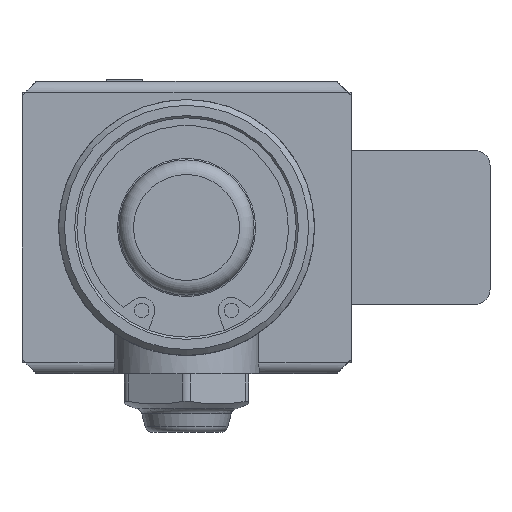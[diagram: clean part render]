
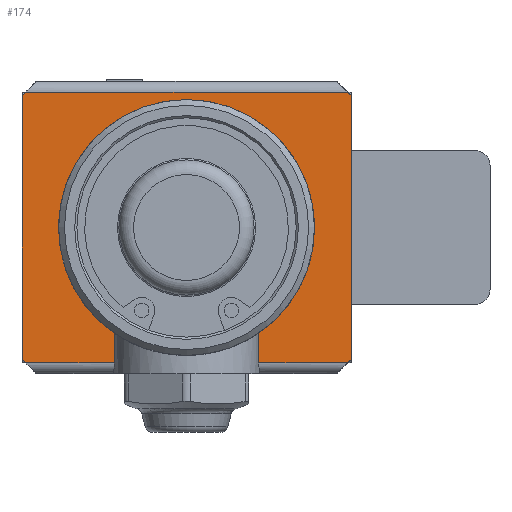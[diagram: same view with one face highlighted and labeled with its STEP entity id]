
A CAD part, front view. The second image highlights one B-rep face of the part: STEP entity #174.
In plain terms, the highlighted planar face has unit normal (0, -1, 0).
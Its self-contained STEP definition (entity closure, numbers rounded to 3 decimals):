
#174 = ADVANCED_FACE( '', ( #694 ), #695, .F. );
#694 = FACE_OUTER_BOUND( '', #1823, .T. );
#695 = PLANE( '', #1824 );
#1823 = EDGE_LOOP( '', ( #2982, #2983, #2984, #2985, #2986, #2987, #2988, #2989, #2990, #2991, #2992, #2993 ) );
#1824 = AXIS2_PLACEMENT_3D( '', #2994, #2995, #2996 );
#2982 = ORIENTED_EDGE( '', *, *, #7048, .F. );
#2983 = ORIENTED_EDGE( '', *, *, #7065, .T. );
#2984 = ORIENTED_EDGE( '', *, *, #7066, .F. );
#2985 = ORIENTED_EDGE( '', *, *, #7067, .F. );
#2986 = ORIENTED_EDGE( '', *, *, #7068, .F. );
#2987 = ORIENTED_EDGE( '', *, *, #7053, .F. );
#2988 = ORIENTED_EDGE( '', *, *, #7069, .F. );
#2989 = ORIENTED_EDGE( '', *, *, #7070, .F. );
#2990 = ORIENTED_EDGE( '', *, *, #7071, .F. );
#2991 = ORIENTED_EDGE( '', *, *, #7050, .T. );
#2992 = ORIENTED_EDGE( '', *, *, #7044, .F. );
#2993 = ORIENTED_EDGE( '', *, *, #7072, .F. );
#2994 = CARTESIAN_POINT( '', ( 0., -12., 0. ) );
#2995 = DIRECTION( '', ( 0., 1., 0. ) );
#2996 = DIRECTION( '', ( 0., 0., 1. ) );
#7044 = EDGE_CURVE( '', #8328, #8329, #8330, .T. );
#7048 = EDGE_CURVE( '', #8335, #8337, #8338, .F. );
#7050 = EDGE_CURVE( '', #8340, #8329, #8341, .F. );
#7053 = EDGE_CURVE( '', #8345, #8346, #8347, .F. );
#7065 = EDGE_CURVE( '', #8335, #8369, #8370, .F. );
#7066 = EDGE_CURVE( '', #8371, #8369, #8372, .T. );
#7067 = EDGE_CURVE( '', #8373, #8371, #8374, .T. );
#7068 = EDGE_CURVE( '', #8346, #8373, #8375, .T. );
#7069 = EDGE_CURVE( '', #8376, #8345, #8377, .T. );
#7070 = EDGE_CURVE( '', #8378, #8376, #8379, .T. );
#7071 = EDGE_CURVE( '', #8340, #8378, #8380, .T. );
#7072 = EDGE_CURVE( '', #8337, #8328, #8381, .F. );
#8328 = VERTEX_POINT( '', #10497 );
#8329 = VERTEX_POINT( '', #10498 );
#8330 = LINE( '', #10499, #10500 );
#8335 = VERTEX_POINT( '', #10518 );
#8337 = VERTEX_POINT( '', #10533 );
#8338 = LINE( '', #10534, #10535 );
#8340 = VERTEX_POINT( '', #10582 );
#8341 = LINE( '', #10583, #10584 );
#8345 = VERTEX_POINT( '', #10589 );
#8346 = VERTEX_POINT( '', #10590 );
#8347 = LINE( '', #10591, #10592 );
#8369 = VERTEX_POINT( '', #10621 );
#8370 = LINE( '', #10622, #10623 );
#8371 = VERTEX_POINT( '', #10624 );
#8372 = LINE( '', #10625, #10626 );
#8373 = VERTEX_POINT( '', #10627 );
#8374 = LINE( '', #10628, #10629 );
#8375 = LINE( '', #10630, #10631 );
#8376 = VERTEX_POINT( '', #10632 );
#8377 = LINE( '', #10633, #10634 );
#8378 = VERTEX_POINT( '', #10635 );
#8379 = LINE( '', #10636, #10637 );
#8380 = LINE( '', #10638, #10639 );
#8381 = CIRCLE( '', #10640, 17.5 );
#10497 = CARTESIAN_POINT( '', ( -9.887, -12., -14.44 ) );
#10498 = CARTESIAN_POINT( '', ( -9.887, -12., -18.5 ) );
#10499 = CARTESIAN_POINT( '', ( -9.887, -12., -12. ) );
#10500 = VECTOR( '', #13661, 1000. );
#10518 = CARTESIAN_POINT( '', ( 9.887, -12., -18.5 ) );
#10533 = CARTESIAN_POINT( '', ( 9.887, -12., -14.44 ) );
#10534 = CARTESIAN_POINT( '', ( 9.887, -12., -12. ) );
#10535 = VECTOR( '', #13665, 1000. );
#10582 = CARTESIAN_POINT( '', ( -22., -12., -18.5 ) );
#10583 = CARTESIAN_POINT( '', ( 25., -12., -18.5 ) );
#10584 = VECTOR( '', #13666, 1000. );
#10589 = CARTESIAN_POINT( '', ( -22., -12., 18.5 ) );
#10590 = CARTESIAN_POINT( '', ( 22., -12., 18.5 ) );
#10591 = CARTESIAN_POINT( '', ( 25., -12., 18.5 ) );
#10592 = VECTOR( '', #13671, 1000. );
#10621 = CARTESIAN_POINT( '', ( 22., -12., -18.5 ) );
#10622 = CARTESIAN_POINT( '', ( 25., -12., -18.5 ) );
#10623 = VECTOR( '', #13691, 1000. );
#10624 = CARTESIAN_POINT( '', ( 22.5, -12., -18. ) );
#10625 = CARTESIAN_POINT( '', ( 22.5, -12., -18. ) );
#10626 = VECTOR( '', #13692, 1000. );
#10627 = CARTESIAN_POINT( '', ( 22.5, -12., 18. ) );
#10628 = CARTESIAN_POINT( '', ( 22.5, -12., 18. ) );
#10629 = VECTOR( '', #13693, 1000. );
#10630 = CARTESIAN_POINT( '', ( 20.5, -12., 20. ) );
#10631 = VECTOR( '', #13694, 1000. );
#10632 = CARTESIAN_POINT( '', ( -22.5, -12., 18. ) );
#10633 = CARTESIAN_POINT( '', ( -22.5, -12., 18. ) );
#10634 = VECTOR( '', #13695, 1000. );
#10635 = CARTESIAN_POINT( '', ( -22.5, -12., -18. ) );
#10636 = CARTESIAN_POINT( '', ( -22.5, -12., -18. ) );
#10637 = VECTOR( '', #13696, 1000. );
#10638 = CARTESIAN_POINT( '', ( -20.5, -12., -20. ) );
#10639 = VECTOR( '', #13697, 1000. );
#10640 = AXIS2_PLACEMENT_3D( '', #13698, #13699, #13700 );
#13661 = DIRECTION( '', ( 0., 0., -1. ) );
#13665 = DIRECTION( '', ( 0., 0., -1. ) );
#13666 = DIRECTION( '', ( -1., 0., 0. ) );
#13671 = DIRECTION( '', ( -1., 0., 0. ) );
#13691 = DIRECTION( '', ( -1., 0., 0. ) );
#13692 = DIRECTION( '', ( -0.707, 0., -0.707 ) );
#13693 = DIRECTION( '', ( 0., 0., -1. ) );
#13694 = DIRECTION( '', ( 0.707, 0., -0.707 ) );
#13695 = DIRECTION( '', ( 0.707, 0., 0.707 ) );
#13696 = DIRECTION( '', ( 0., 0., 1. ) );
#13697 = DIRECTION( '', ( -0.707, 0., 0.707 ) );
#13698 = CARTESIAN_POINT( '', ( 0., -12., 0. ) );
#13699 = DIRECTION( '', ( 0., 1., 0. ) );
#13700 = DIRECTION( '', ( 0., 0., 1. ) );
